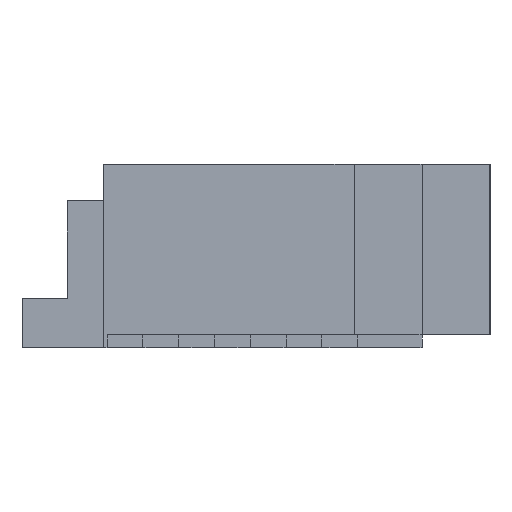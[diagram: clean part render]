
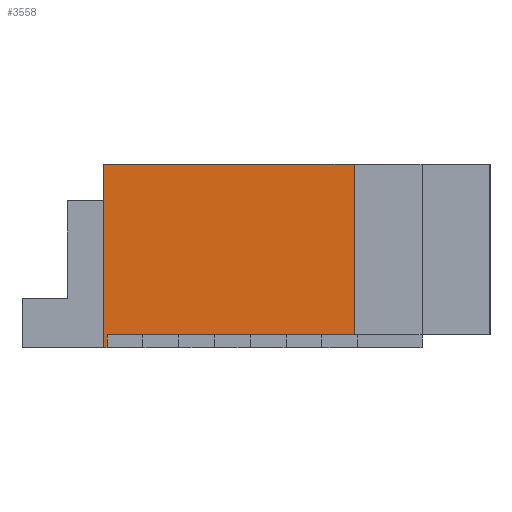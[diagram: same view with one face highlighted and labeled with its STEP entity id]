
A CAD part, left-side view. The second image highlights one B-rep face of the part: STEP entity #3558.
In plain terms, the highlighted planar face has unit normal (-1, 0, 0).
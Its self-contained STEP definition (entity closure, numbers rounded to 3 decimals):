
#710 = VERTEX_POINT('',#711);
#711 = CARTESIAN_POINT('',(-17.935,0.8,2.56));
#717 = EDGE_CURVE('',#710,#718,#720,.T.);
#718 = VERTEX_POINT('',#719);
#719 = CARTESIAN_POINT('',(-17.935,-2.7,2.56));
#720 = LINE('',#721,#722);
#721 = CARTESIAN_POINT('',(-17.935,0.8,2.56));
#722 = VECTOR('',#723,1.);
#723 = DIRECTION('',(0.,-1.,0.));
#3068 = EDGE_CURVE('',#3069,#710,#3071,.T.);
#3069 = VERTEX_POINT('',#3070);
#3070 = CARTESIAN_POINT('',(-17.935,0.8,0.));
#3071 = LINE('',#3072,#3073);
#3072 = CARTESIAN_POINT('',(-17.935,0.8,0.));
#3073 = VECTOR('',#3074,1.);
#3074 = DIRECTION('',(0.,0.,1.));
#3558 = ADVANCED_FACE('',(#3559),#3593,.F.);
#3559 = FACE_BOUND('',#3560,.F.);
#3560 = EDGE_LOOP('',(#3561,#3569,#3570,#3571,#3579,#3587));
#3561 = ORIENTED_EDGE('',*,*,#3562,.F.);
#3562 = EDGE_CURVE('',#3069,#3563,#3565,.T.);
#3563 = VERTEX_POINT('',#3564);
#3564 = CARTESIAN_POINT('',(-17.935,0.75,0.));
#3565 = LINE('',#3566,#3567);
#3566 = CARTESIAN_POINT('',(-17.935,0.8,0.));
#3567 = VECTOR('',#3568,1.);
#3568 = DIRECTION('',(0.,-1.,0.));
#3569 = ORIENTED_EDGE('',*,*,#3068,.T.);
#3570 = ORIENTED_EDGE('',*,*,#717,.T.);
#3571 = ORIENTED_EDGE('',*,*,#3572,.F.);
#3572 = EDGE_CURVE('',#3573,#718,#3575,.T.);
#3573 = VERTEX_POINT('',#3574);
#3574 = CARTESIAN_POINT('',(-17.935,-2.7,0.18));
#3575 = LINE('',#3576,#3577);
#3576 = CARTESIAN_POINT('',(-17.935,-2.7,0.));
#3577 = VECTOR('',#3578,1.);
#3578 = DIRECTION('',(0.,0.,1.));
#3579 = ORIENTED_EDGE('',*,*,#3580,.F.);
#3580 = EDGE_CURVE('',#3581,#3573,#3583,.T.);
#3581 = VERTEX_POINT('',#3582);
#3582 = CARTESIAN_POINT('',(-17.935,0.75,0.18));
#3583 = LINE('',#3584,#3585);
#3584 = CARTESIAN_POINT('',(-17.935,-0.1,0.18));
#3585 = VECTOR('',#3586,1.);
#3586 = DIRECTION('',(0.,-1.,0.));
#3587 = ORIENTED_EDGE('',*,*,#3588,.T.);
#3588 = EDGE_CURVE('',#3581,#3563,#3589,.T.);
#3589 = LINE('',#3590,#3591);
#3590 = CARTESIAN_POINT('',(-17.935,0.75,0.));
#3591 = VECTOR('',#3592,1.);
#3592 = DIRECTION('',(-0.,0.,-1.));
#3593 = PLANE('',#3594);
#3594 = AXIS2_PLACEMENT_3D('',#3595,#3596,#3597);
#3595 = CARTESIAN_POINT('',(-17.935,0.8,0.));
#3596 = DIRECTION('',(1.,0.,0.));
#3597 = DIRECTION('',(0.,-1.,0.));
